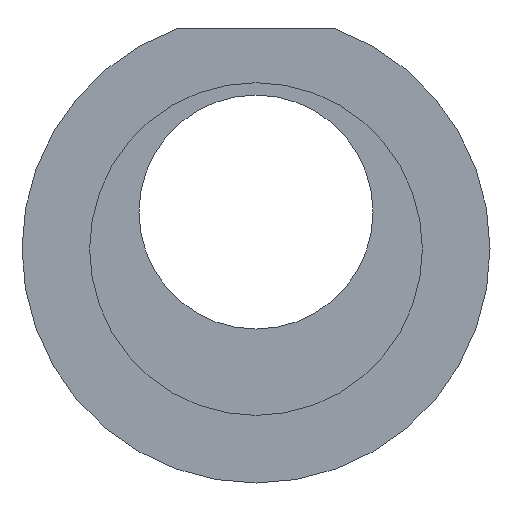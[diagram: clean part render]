
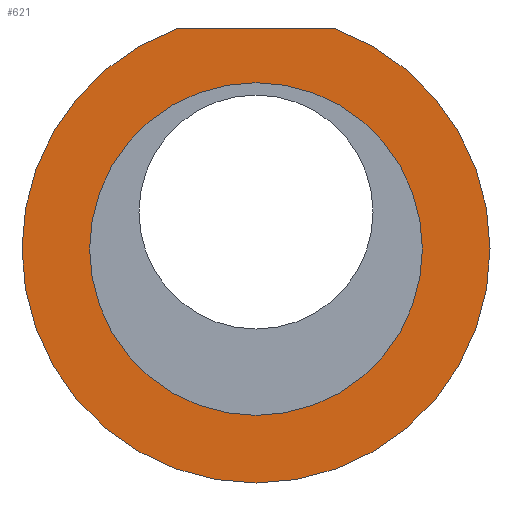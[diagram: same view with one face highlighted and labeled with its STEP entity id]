
A CAD part, front view. The second image highlights one B-rep face of the part: STEP entity #621.
In plain terms, the highlighted planar face has unit normal (0, -1, 0).
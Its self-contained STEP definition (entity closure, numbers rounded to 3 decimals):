
#1 = DIRECTION ( 'NONE',  ( 0., 0., 1. ) ) ;
#52 = DIRECTION ( 'NONE',  ( 0., 1., 0. ) ) ;
#59 = AXIS2_PLACEMENT_3D ( 'NONE', #373, #52, #1 ) ;
#64 = VERTEX_POINT ( 'NONE', #616 ) ;
#105 = VERTEX_POINT ( 'NONE', #694 ) ;
#113 = AXIS2_PLACEMENT_3D ( 'NONE', #583, #473, #360 ) ;
#130 = EDGE_CURVE ( 'NONE', #105, #675, #446, .T. ) ;
#131 = ORIENTED_EDGE ( 'NONE', *, *, #408, .F. ) ;
#148 = AXIS2_PLACEMENT_3D ( 'NONE', #279, #275, #272 ) ;
#167 = EDGE_CURVE ( 'NONE', #105, #675, #281, .T. ) ;
#183 = PLANE ( 'NONE',  #59 ) ;
#265 = VECTOR ( 'NONE', #667, 1000. ) ;
#272 = DIRECTION ( 'NONE',  ( 0., 0., 1. ) ) ;
#275 = DIRECTION ( 'NONE',  ( 0., -1., 0. ) ) ;
#277 = CIRCLE ( 'NONE', #113, 3.555 ) ;
#279 = CARTESIAN_POINT ( 'NONE',  ( 0., -1., 0. ) ) ;
#281 = LINE ( 'NONE', #494, #265 ) ;
#303 = EDGE_LOOP ( 'NONE', ( #332, #657 ) ) ;
#332 = ORIENTED_EDGE ( 'NONE', *, *, #130, .F. ) ;
#338 = ORIENTED_EDGE ( 'NONE', *, *, #686, .F. ) ;
#360 = DIRECTION ( 'NONE',  ( 0., 0., 1. ) ) ;
#369 = AXIS2_PLACEMENT_3D ( 'NONE', #478, #707, #723 ) ;
#373 = CARTESIAN_POINT ( 'NONE',  ( 0., -1., 0. ) ) ;
#408 = EDGE_CURVE ( 'NONE', #560, #64, #277, .T. ) ;
#441 = CIRCLE ( 'NONE', #148, 3.555 ) ;
#446 = CIRCLE ( 'NONE', #369, 5. ) ;
#459 = FACE_OUTER_BOUND ( 'NONE', #303, .T. ) ;
#473 = DIRECTION ( 'NONE',  ( 0., -1., 0. ) ) ;
#478 = CARTESIAN_POINT ( 'NONE',  ( 0., -1., 0. ) ) ;
#494 = CARTESIAN_POINT ( 'NONE',  ( 0., -1., 4.702 ) ) ;
#560 = VERTEX_POINT ( 'NONE', #654 ) ;
#568 = CARTESIAN_POINT ( 'NONE',  ( -1.7, -1., 4.702 ) ) ;
#580 = FACE_BOUND ( 'NONE', #703, .T. ) ;
#583 = CARTESIAN_POINT ( 'NONE',  ( 0., -1., 0. ) ) ;
#616 = CARTESIAN_POINT ( 'NONE',  ( 0., -1., -3.555 ) ) ;
#621 = ADVANCED_FACE ( 'NONE', ( #459, #580 ), #183, .F. ) ;
#654 = CARTESIAN_POINT ( 'NONE',  ( 0., -1., 3.555 ) ) ;
#657 = ORIENTED_EDGE ( 'NONE', *, *, #167, .T. ) ;
#667 = DIRECTION ( 'NONE',  ( -1., 0., 0. ) ) ;
#675 = VERTEX_POINT ( 'NONE', #568 ) ;
#686 = EDGE_CURVE ( 'NONE', #64, #560, #441, .T. ) ;
#694 = CARTESIAN_POINT ( 'NONE',  ( 1.7, -1., 4.702 ) ) ;
#703 = EDGE_LOOP ( 'NONE', ( #131, #338 ) ) ;
#707 = DIRECTION ( 'NONE',  ( 0., 1., 0. ) ) ;
#723 = DIRECTION ( 'NONE',  ( 0., 0., 1. ) ) ;
